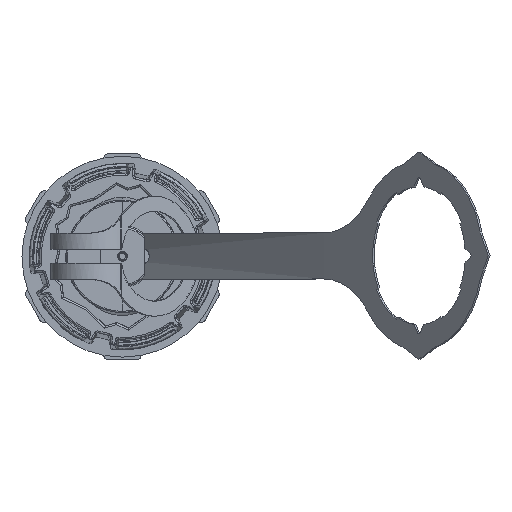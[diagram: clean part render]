
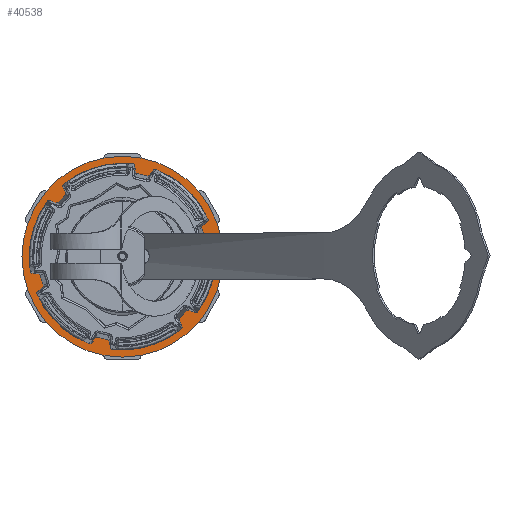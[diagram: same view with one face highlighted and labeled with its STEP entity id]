
A CAD part, top view. The second image highlights one B-rep face of the part: STEP entity #40538.
In plain terms, the highlighted planar face has unit normal (0, 0, -1).
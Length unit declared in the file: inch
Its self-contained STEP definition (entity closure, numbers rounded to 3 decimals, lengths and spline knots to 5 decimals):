
#1358 = LINE ( 'NONE', #14165, #13626 ) ;
#1582 = ORIENTED_EDGE ( 'NONE', *, *, #22342, .T. ) ;
#2286 = VERTEX_POINT ( 'NONE', #25987 ) ;
#2423 = AXIS2_PLACEMENT_3D ( 'NONE', #34881, #3004, #18551 ) ;
#2495 = EDGE_LOOP ( 'NONE', ( #1582, #36422 ) ) ;
#2578 = CARTESIAN_POINT ( 'NONE',  ( 0., 0., 0. ) ) ;
#3004 = DIRECTION ( 'NONE',  ( 0., 0., -1. ) ) ;
#3037 = DIRECTION ( 'NONE',  ( 0., 0., 1. ) ) ;
#3296 = VERTEX_POINT ( 'NONE', #11412 ) ;
#3638 = DIRECTION ( 'NONE',  ( 0., 0., -1. ) ) ;
#3700 = ORIENTED_EDGE ( 'NONE', *, *, #16627, .T. ) ;
#3724 = EDGE_CURVE ( 'NONE', #2286, #38893, #11777, .T. ) ;
#5608 = EDGE_LOOP ( 'NONE', ( #31656, #9875, #14201, #30593, #17050, #3700, #18838, #18321 ) ) ;
#7083 = VERTEX_POINT ( 'NONE', #38865 ) ;
#7978 = DIRECTION ( 'NONE',  ( 0., 1., 0. ) ) ;
#8090 = DIRECTION ( 'NONE',  ( -0.5, 0.866, 0. ) ) ;
#9244 = CARTESIAN_POINT ( 'NONE',  ( 0., 0., 0. ) ) ;
#9470 = DIRECTION ( 'NONE',  ( 0., 0., 1. ) ) ;
#9875 = ORIENTED_EDGE ( 'NONE', *, *, #36171, .F. ) ;
#10037 = CARTESIAN_POINT ( 'NONE',  ( -0.0475, -0.4835, 0. ) ) ;
#11378 = CARTESIAN_POINT ( 'NONE',  ( 0., -0.4835, 0. ) ) ;
#11412 = CARTESIAN_POINT ( 'NONE',  ( 0., 0.66929, 0. ) ) ;
#11777 = CIRCLE ( 'NONE', #37240, 0.525 ) ;
#12324 = AXIS2_PLACEMENT_3D ( 'NONE', #34906, #3638, #18975 ) ;
#12964 = CARTESIAN_POINT ( 'NONE',  ( 0.0475, -0.4835, 0. ) ) ;
#13512 = DIRECTION ( 'NONE',  ( -1., 0., 0. ) ) ;
#13626 = VECTOR ( 'NONE', #39749, 39.37008 ) ;
#13917 = AXIS2_PLACEMENT_3D ( 'NONE', #2578, #9470, #28756 ) ;
#14165 = CARTESIAN_POINT ( 'NONE',  ( 0.0475, -0.4835, 0. ) ) ;
#14201 = ORIENTED_EDGE ( 'NONE', *, *, #3724, .F. ) ;
#14812 = CARTESIAN_POINT ( 'NONE',  ( -0.0475, -0.4835, 0. ) ) ;
#15015 = LINE ( 'NONE', #35944, #31950 ) ;
#15384 = PLANE ( 'NONE',  #13917 ) ;
#16191 = VERTEX_POINT ( 'NONE', #29404 ) ;
#16627 = EDGE_CURVE ( 'NONE', #34405, #36869, #18104, .T. ) ;
#17050 = ORIENTED_EDGE ( 'NONE', *, *, #38571, .F. ) ;
#17290 = CARTESIAN_POINT ( 'NONE',  ( 0., 0.525, 0. ) ) ;
#17709 = VECTOR ( 'NONE', #40756, 39.37008 ) ;
#17943 = VERTEX_POINT ( 'NONE', #10037 ) ;
#18104 = CIRCLE ( 'NONE', #41545, 0.519 ) ;
#18177 = DIRECTION ( 'NONE',  ( 0., 1., 0. ) ) ;
#18321 = ORIENTED_EDGE ( 'NONE', *, *, #29030, .T. ) ;
#18551 = DIRECTION ( 'NONE',  ( 0., 1., 0. ) ) ;
#18555 = CARTESIAN_POINT ( 'NONE',  ( 0.20458, -0.4835, 0. ) ) ;
#18838 = ORIENTED_EDGE ( 'NONE', *, *, #38674, .T. ) ;
#18975 = DIRECTION ( 'NONE',  ( 0., 1., 0. ) ) ;
#20504 = CIRCLE ( 'NONE', #2423, 0.525 ) ;
#20756 = CARTESIAN_POINT ( 'NONE',  ( -0.02742, -0.51828, 0. ) ) ;
#22064 = FACE_OUTER_BOUND ( 'NONE', #2495, .T. ) ;
#22342 = EDGE_CURVE ( 'NONE', #16191, #3296, #30375, .T. ) ;
#23278 = CARTESIAN_POINT ( 'NONE',  ( 0., 0., 0. ) ) ;
#24854 = CARTESIAN_POINT ( 'NONE',  ( 0., 0., 0. ) ) ;
#24936 = CARTESIAN_POINT ( 'NONE',  ( 0., -0.519, 0. ) ) ;
#25607 = FACE_BOUND ( 'NONE', #5608, .T. ) ;
#25987 = CARTESIAN_POINT ( 'NONE',  ( -0.20458, -0.4835, 0. ) ) ;
#28125 = DIRECTION ( 'NONE',  ( 0., 0., -1. ) ) ;
#28300 = VERTEX_POINT ( 'NONE', #18555 ) ;
#28340 = CARTESIAN_POINT ( 'NONE',  ( 0., 0., 0. ) ) ;
#28369 = AXIS2_PLACEMENT_3D ( 'NONE', #28340, #31286, #34641 ) ;
#28756 = DIRECTION ( 'NONE',  ( 0., -1., 0. ) ) ;
#29030 = EDGE_CURVE ( 'NONE', #7083, #31762, #1358, .T. ) ;
#29035 = CIRCLE ( 'NONE', #28369, 0.66929 ) ;
#29404 = CARTESIAN_POINT ( 'NONE',  ( 0., -0.66929, 0. ) ) ;
#29788 = EDGE_CURVE ( 'NONE', #17943, #2286, #33814, .T. ) ;
#29840 = EDGE_CURVE ( 'NONE', #3296, #16191, #29035, .T. ) ;
#30375 = CIRCLE ( 'NONE', #12324, 0.66929 ) ;
#30593 = ORIENTED_EDGE ( 'NONE', *, *, #29788, .F. ) ;
#31286 = DIRECTION ( 'NONE',  ( 0., 0., -1. ) ) ;
#31656 = ORIENTED_EDGE ( 'NONE', *, *, #38723, .F. ) ;
#31762 = VERTEX_POINT ( 'NONE', #12964 ) ;
#31950 = VECTOR ( 'NONE', #13512, 39.37008 ) ;
#33814 = LINE ( 'NONE', #11378, #17709 ) ;
#34405 = VERTEX_POINT ( 'NONE', #20756 ) ;
#34641 = DIRECTION ( 'NONE',  ( 0., 1., 0. ) ) ;
#34881 = CARTESIAN_POINT ( 'NONE',  ( 0., 0., 0. ) ) ;
#34906 = CARTESIAN_POINT ( 'NONE',  ( 0., 0., 0. ) ) ;
#35308 = CIRCLE ( 'NONE', #38018, 0.519 ) ;
#35944 = CARTESIAN_POINT ( 'NONE',  ( 0., -0.4835, 0. ) ) ;
#36171 = EDGE_CURVE ( 'NONE', #38893, #28300, #20504, .T. ) ;
#36422 = ORIENTED_EDGE ( 'NONE', *, *, #29840, .T. ) ;
#36869 = VERTEX_POINT ( 'NONE', #24936 ) ;
#36929 = DIRECTION ( 'NONE',  ( 0., 0., 1. ) ) ;
#37240 = AXIS2_PLACEMENT_3D ( 'NONE', #9244, #28125, #40937 ) ;
#38018 = AXIS2_PLACEMENT_3D ( 'NONE', #24854, #3037, #18177 ) ;
#38571 = EDGE_CURVE ( 'NONE', #34405, #17943, #39767, .T. ) ;
#38674 = EDGE_CURVE ( 'NONE', #36869, #7083, #35308, .T. ) ;
#38723 = EDGE_CURVE ( 'NONE', #28300, #31762, #15015, .T. ) ;
#38865 = CARTESIAN_POINT ( 'NONE',  ( 0.02742, -0.51828, 0. ) ) ;
#38893 = VERTEX_POINT ( 'NONE', #17290 ) ;
#39749 = DIRECTION ( 'NONE',  ( 0.5, 0.866, 0. ) ) ;
#39767 = LINE ( 'NONE', #14812, #41352 ) ;
#40538 = ADVANCED_FACE ( 'NONE', ( #22064, #25607 ), #15384, .F. ) ;
#40756 = DIRECTION ( 'NONE',  ( -1., 0., 0. ) ) ;
#40937 = DIRECTION ( 'NONE',  ( 0., 1., 0. ) ) ;
#41352 = VECTOR ( 'NONE', #8090, 39.37008 ) ;
#41545 = AXIS2_PLACEMENT_3D ( 'NONE', #23278, #36929, #7978 ) ;
